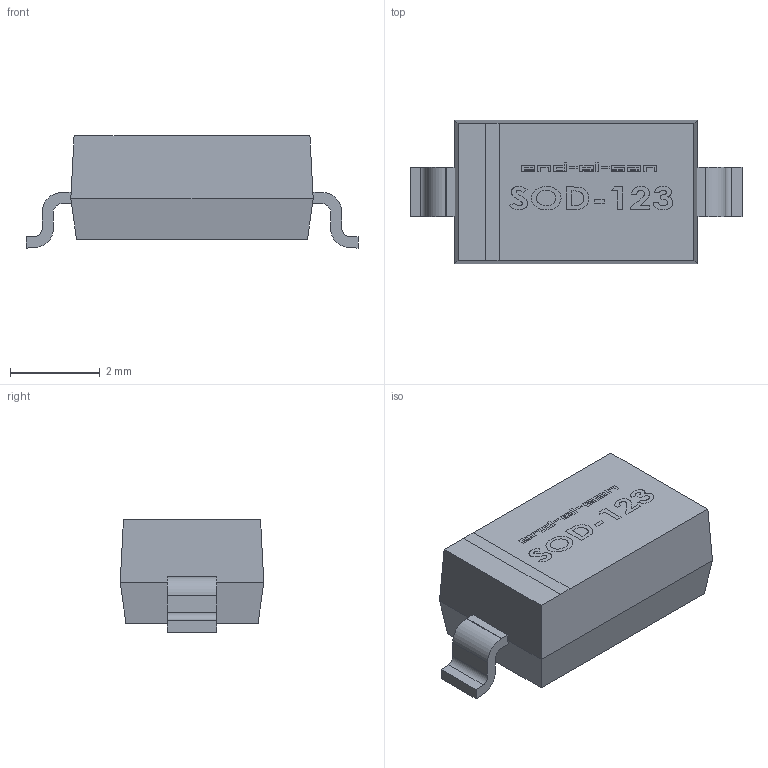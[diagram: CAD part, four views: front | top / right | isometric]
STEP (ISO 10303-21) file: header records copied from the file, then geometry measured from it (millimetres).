
FILE_DESCRIPTION(('FreeCAD Model'),'2;1');
FILE_NAME('Open CASCADE Shape Model','2021-04-25T17:32:19',('Author'),( ''),'Open CASCADE STEP processor 7.5','FreeCAD','Unknown');
FILE_SCHEMA(('AUTOMOTIVE_DESIGN { 1 0 10303 214 1 1 1 1 }'));
Length unit declared in the file: millimetre
Products named in the file (1): User Library-SOD-124
Bounding box: 7.4 x 3.2 x 2.5 mm (x, y, z)
Volume: 38.9 mm3; surface area: 79.4 mm2
Topology: 1 solids, 1 shells, 62 faces, 268 edges, 231 vertices
Faces by surface type: plane 53, cylinder 9
Entity records: 3772 total; most frequent: CARTESIAN_POINT 1324, ORIENTED_EDGE 536, DIRECTION 365, EDGE_CURVE 268, VERTEX_POINT 231, LINE 203, VECTOR 203, FACE_BOUND 85
